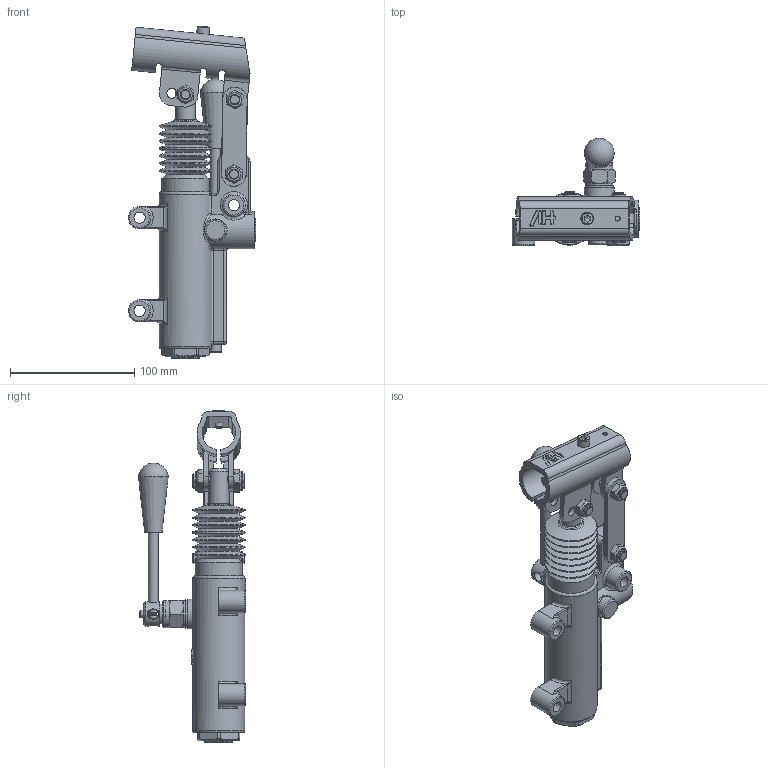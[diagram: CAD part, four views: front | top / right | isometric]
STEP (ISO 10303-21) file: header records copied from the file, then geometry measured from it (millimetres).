
FILE_DESCRIPTION((''),'2;1');
FILE_NAME('PMP 20 L-s (HV) STEP.stp','2014-08-05T13:44:25',('Christian'),(''),'Autodesk Inventor 2013','Autodesk Inventor 2013','');
FILE_SCHEMA(('AUTOMOTIVE_DESIGN { 1 0 10303 214 1 1 1 1 }'));
Length unit declared in the file: millimetre
Products named in the file (1): 6074.0062.10.50 Derivazione 2
Bounding box: 102.5 x 86.19 x 267.26 mm (x, y, z)
Volume: 652.7 mm3; surface area: 126408.4 mm2
Topology: 9 solids, 13 shells, 1225 faces, 3112 edges, 1963 vertices
Faces by surface type: plane 567, cylinder 234, bspline 195, cone 117, torus 102, sphere 10
Full cylindrical faces by diameter (mm): 4 x2, 4.917 x1, 5 x1, 6 x2, 7.5 x1, 8 x21, 9 x3, 10 x3, 11.05 x6, 13.5 x1, 14.95 x1, 15.5 x1, 16 x2, 17 x1, 17.5 x1, 18 x5, 18.631 x1, 19.5 x1, 20 x1, 21 x1, 21.8 x2, 22.5 x1, 23 x1, 24 x1, 25 x1, 28.5 x2, 30 x1, 33 x2, 38.004 x1, 40 x1
Entity records: 39101 total; most frequent: CARTESIAN_POINT 10782, ORIENTED_EDGE 5690, DIRECTION 5024, EDGE_CURVE 2845, VERTEX_POINT 1900, AXIS2_PLACEMENT_3D 1748, EDGE_LOOP 1545, VECTOR 1528
